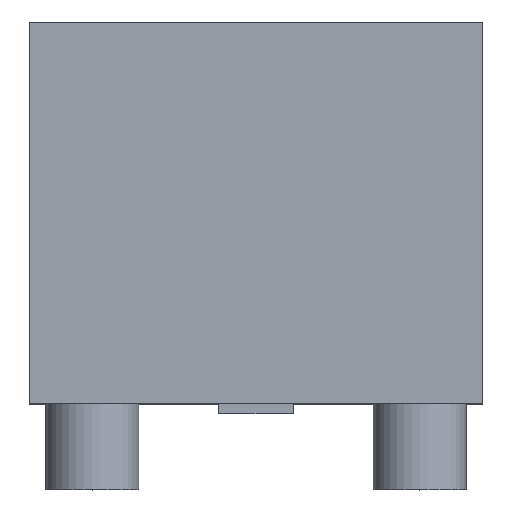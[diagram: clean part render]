
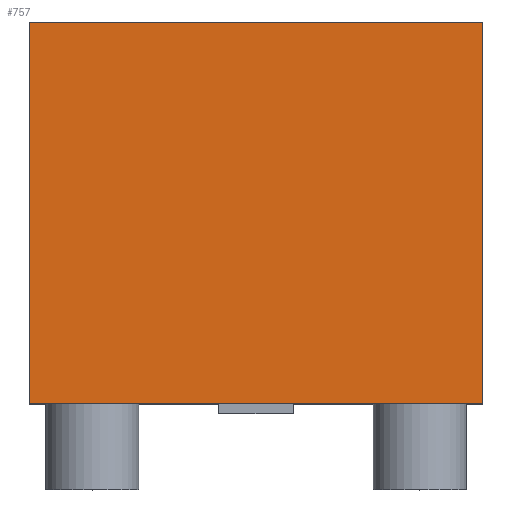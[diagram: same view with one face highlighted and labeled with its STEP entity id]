
A CAD part, top view. The second image highlights one B-rep face of the part: STEP entity #757.
In plain terms, the highlighted planar face has unit normal (0, 0, 1).
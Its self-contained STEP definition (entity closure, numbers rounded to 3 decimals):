
#65=FACE_OUTER_BOUND('',#106,.T.);
#106=EDGE_LOOP('',(#661,#662,#663,#664));
#205=LINE('',#1213,#303);
#206=LINE('',#1216,#304);
#207=LINE('',#1218,#305);
#208=LINE('',#1219,#306);
#303=VECTOR('',#997,10.);
#304=VECTOR('',#1000,10.);
#305=VECTOR('',#1001,10.);
#306=VECTOR('',#1002,10.);
#373=VERTEX_POINT('',#1209);
#374=VERTEX_POINT('',#1211);
#375=VERTEX_POINT('',#1215);
#376=VERTEX_POINT('',#1217);
#473=EDGE_CURVE('',#373,#374,#205,.T.);
#474=EDGE_CURVE('',#375,#373,#206,.T.);
#475=EDGE_CURVE('',#376,#374,#207,.T.);
#476=EDGE_CURVE('',#375,#376,#208,.T.);
#661=ORIENTED_EDGE('',*,*,#474,.T.);
#662=ORIENTED_EDGE('',*,*,#473,.T.);
#663=ORIENTED_EDGE('',*,*,#475,.F.);
#664=ORIENTED_EDGE('',*,*,#476,.F.);
#717=PLANE('',#816);
#757=ADVANCED_FACE('',(#65),#717,.T.);
#816=AXIS2_PLACEMENT_3D('',#1214,#998,#999);
#997=DIRECTION('',(0.,1.,0.));
#998=DIRECTION('center_axis',(0.,0.,1.));
#999=DIRECTION('ref_axis',(1.,0.,0.));
#1000=DIRECTION('',(1.,0.,0.));
#1001=DIRECTION('',(1.,0.,0.));
#1002=DIRECTION('',(0.,1.,0.));
#1209=CARTESIAN_POINT('',(7.9,0.,10.4));
#1211=CARTESIAN_POINT('',(7.9,13.3,10.4));
#1213=CARTESIAN_POINT('',(7.9,0.,10.4));
#1214=CARTESIAN_POINT('Origin',(-7.9,0.,10.4));
#1215=CARTESIAN_POINT('',(-7.9,0.,10.4));
#1216=CARTESIAN_POINT('',(-7.9,0.,10.4));
#1217=CARTESIAN_POINT('',(-7.9,13.3,10.4));
#1218=CARTESIAN_POINT('',(-7.9,13.3,10.4));
#1219=CARTESIAN_POINT('',(-7.9,0.,10.4));
